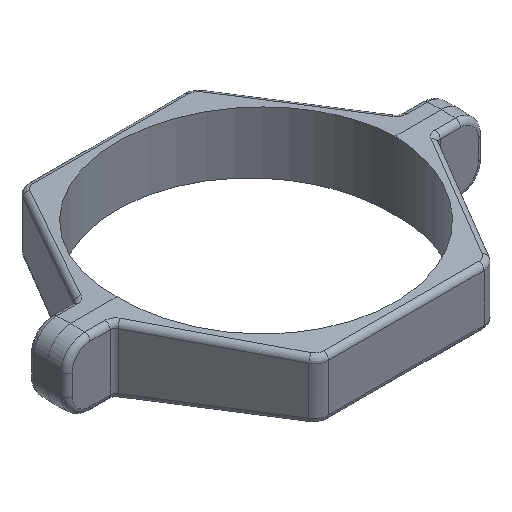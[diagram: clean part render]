
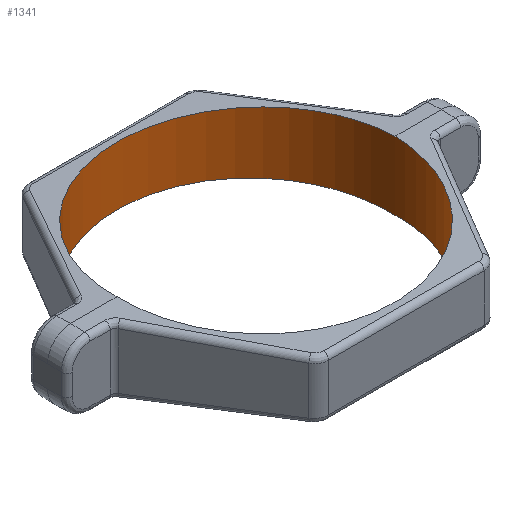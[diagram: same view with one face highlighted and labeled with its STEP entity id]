
A CAD part, isometric view. The second image highlights one B-rep face of the part: STEP entity #1341.
In plain terms, the highlighted cylindrical face has radius 76.2 mm (diameter 152.4 mm), a full revolution.
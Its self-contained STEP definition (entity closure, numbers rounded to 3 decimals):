
#20 = CARTESIAN_POINT ( 'NONE',  ( -76.2, 0., 18.755 ) ) ;
#93 = CARTESIAN_POINT ( 'NONE',  ( -76.2, 0., -18.755 ) ) ;
#110 = CARTESIAN_POINT ( 'NONE',  ( 76.2, 0., 18.755 ) ) ;
#259 = CARTESIAN_POINT ( 'NONE',  ( 76.2, 0., -18.755 ) ) ;
#300 = ORIENTED_EDGE ( 'NONE', *, *, #1849, .F. ) ;
#376 =( BOUNDED_CURVE ( )  B_SPLINE_CURVE ( 3, ( #760, #989, #2546, #2588 ),
 .UNSPECIFIED., .F., .F. ) 
 B_SPLINE_CURVE_WITH_KNOTS ( ( 4, 4 ),
 ( 4.712, 7.854 ),
 .UNSPECIFIED. ) 
 CURVE ( )  GEOMETRIC_REPRESENTATION_ITEM ( )  RATIONAL_B_SPLINE_CURVE ( ( 1., 0.333, 0.333, 1. ) ) 
 REPRESENTATION_ITEM ( '' )  );
#412 =( BOUNDED_CURVE ( )  B_SPLINE_CURVE ( 3, ( #93, #755, #2568, #1891 ),
 .UNSPECIFIED., .F., .F. ) 
 B_SPLINE_CURVE_WITH_KNOTS ( ( 4, 4 ),
 ( 4.712, 7.854 ),
 .UNSPECIFIED. ) 
 CURVE ( )  GEOMETRIC_REPRESENTATION_ITEM ( )  RATIONAL_B_SPLINE_CURVE ( ( 1., 0.333, 0.333, 1. ) ) 
 REPRESENTATION_ITEM ( '' )  );
#425 = CARTESIAN_POINT ( 'NONE',  ( -76.2, 0., 18.755 ) ) ;
#614 = VERTEX_POINT ( 'NONE', #1276 ) ;
#690 =( BOUNDED_CURVE ( )  B_SPLINE_CURVE ( 3, ( #425, #2238, #1592, #1343 ),
 .UNSPECIFIED., .F., .F. ) 
 B_SPLINE_CURVE_WITH_KNOTS ( ( 4, 4 ),
 ( 1.571, 4.712 ),
 .UNSPECIFIED. ) 
 CURVE ( )  GEOMETRIC_REPRESENTATION_ITEM ( )  RATIONAL_B_SPLINE_CURVE ( ( 1., 0.333, 0.333, 1. ) ) 
 REPRESENTATION_ITEM ( '' )  );
#755 = CARTESIAN_POINT ( 'NONE',  ( -76.2, 152.4, -13.433 ) ) ;
#760 = CARTESIAN_POINT ( 'NONE',  ( -76.2, 0., -18.755 ) ) ;
#910 = AXIS2_PLACEMENT_3D ( 'NONE', #2630, #2451, #1859 ) ;
#989 = CARTESIAN_POINT ( 'NONE',  ( -76.2, -152.4, -13.433 ) ) ;
#1075 = VERTEX_POINT ( 'NONE', #2087 ) ;
#1251 = FACE_OUTER_BOUND ( 'NONE', #2469, .T. ) ;
#1276 = CARTESIAN_POINT ( 'NONE',  ( 76.2, 0., 18.755 ) ) ;
#1341 = ADVANCED_FACE ( 'NONE', ( #1251, #2162 ), #2484, .F. ) ;
#1343 = CARTESIAN_POINT ( 'NONE',  ( 76.2, 0., 18.755 ) ) ;
#1377 = VERTEX_POINT ( 'NONE', #259 ) ;
#1478 = CARTESIAN_POINT ( 'NONE',  ( 76.2, -152.4, 13.433 ) ) ;
#1592 = CARTESIAN_POINT ( 'NONE',  ( 76.2, 152.4, 13.433 ) ) ;
#1625 = EDGE_CURVE ( 'NONE', #1075, #1377, #376, .T. ) ;
#1728 = ORIENTED_EDGE ( 'NONE', *, *, #2768, .T. ) ;
#1849 = EDGE_CURVE ( 'NONE', #1964, #614, #690, .T. ) ;
#1859 = DIRECTION ( 'NONE',  ( 1., 0., 0. ) ) ;
#1891 = CARTESIAN_POINT ( 'NONE',  ( 76.2, 0., -18.755 ) ) ;
#1964 = VERTEX_POINT ( 'NONE', #20 ) ;
#2035 = ORIENTED_EDGE ( 'NONE', *, *, #1625, .F. ) ;
#2087 = CARTESIAN_POINT ( 'NONE',  ( -76.2, 0., -18.755 ) ) ;
#2128 = CARTESIAN_POINT ( 'NONE',  ( -76.2, 0., 18.755 ) ) ;
#2143 = CARTESIAN_POINT ( 'NONE',  ( -76.2, -152.4, 13.433 ) ) ;
#2162 = FACE_OUTER_BOUND ( 'NONE', #2489, .T. ) ;
#2182 =( BOUNDED_CURVE ( )  B_SPLINE_CURVE ( 3, ( #2128, #2143, #1478, #110 ),
 .UNSPECIFIED., .F., .F. ) 
 B_SPLINE_CURVE_WITH_KNOTS ( ( 4, 4 ),
 ( 1.571, 4.712 ),
 .UNSPECIFIED. ) 
 CURVE ( )  GEOMETRIC_REPRESENTATION_ITEM ( )  RATIONAL_B_SPLINE_CURVE ( ( 1., 0.333, 0.333, 1. ) ) 
 REPRESENTATION_ITEM ( '' )  );
#2238 = CARTESIAN_POINT ( 'NONE',  ( -76.2, 152.4, 13.433 ) ) ;
#2451 = DIRECTION ( 'NONE',  ( 0., 0., 1. ) ) ;
#2469 = EDGE_LOOP ( 'NONE', ( #2502, #2035 ) ) ;
#2480 = EDGE_CURVE ( 'NONE', #1075, #1377, #412, .T. ) ;
#2484 = CYLINDRICAL_SURFACE ( 'NONE', #910, 76.2 ) ;
#2489 = EDGE_LOOP ( 'NONE', ( #1728, #300 ) ) ;
#2502 = ORIENTED_EDGE ( 'NONE', *, *, #2480, .T. ) ;
#2546 = CARTESIAN_POINT ( 'NONE',  ( 76.2, -152.4, -13.433 ) ) ;
#2568 = CARTESIAN_POINT ( 'NONE',  ( 76.2, 152.4, -13.433 ) ) ;
#2588 = CARTESIAN_POINT ( 'NONE',  ( 76.2, 0., -18.755 ) ) ;
#2630 = CARTESIAN_POINT ( 'NONE',  ( 0., 0., -18.755 ) ) ;
#2768 = EDGE_CURVE ( 'NONE', #1964, #614, #2182, .T. ) ;
